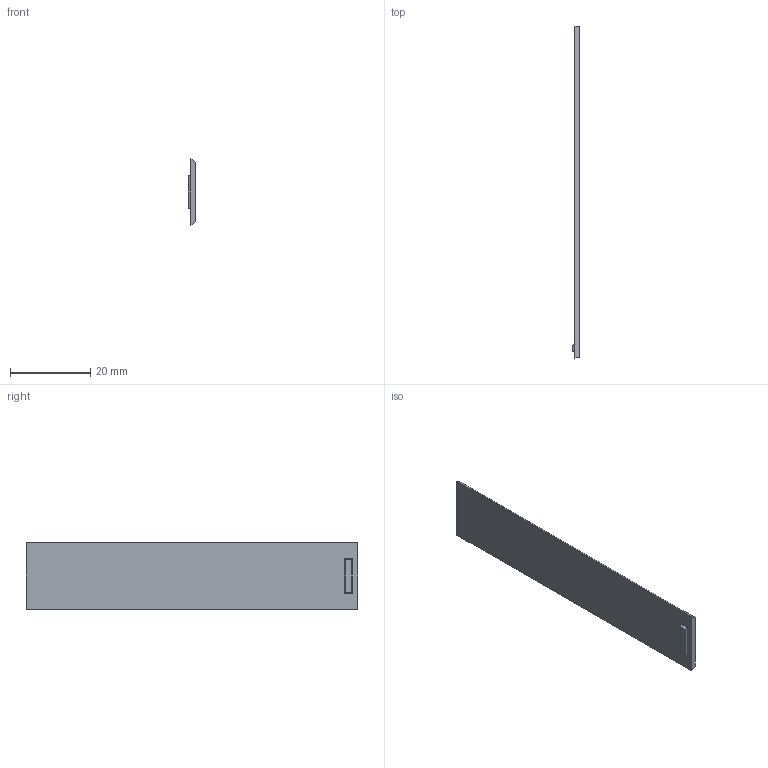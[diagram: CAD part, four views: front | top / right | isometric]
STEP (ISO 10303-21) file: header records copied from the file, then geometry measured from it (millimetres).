
FILE_DESCRIPTION(/* description */ (''),/* implementation_level */ '2;1');
FILE_NAME(/* name */ 'case-side.step',/* time_stamp */ '2024-04-17T20:14:35-07:00',/* author */ (''),/* organization */ (''),/* preprocessor_version */ 'ST-DEVELOPER v20',/* originating_system */ 'Autodesk Translation Framework v12.20.1.177',/* authorisation */ '');
FILE_SCHEMA (('AUTOMOTIVE_DESIGN { 1 0 10303 214 3 1 1 }'));
Length unit declared in the file: millimetre
Products named in the file (1): Side
Bounding box: 1.9 x 82.8 x 16.5 mm (x, y, z)
Volume: 1566.6 mm3; surface area: 2884.3 mm2
Topology: 1 solids, 1 shells, 15 faces, 32 edges, 20 vertices
Faces by surface type: plane 15
Entity records: 434 total; most frequent: CARTESIAN_POINT 68, ORIENTED_EDGE 64, DIRECTION 64, LINE 32, VECTOR 32, EDGE_CURVE 32, VERTEX_POINT 20, EDGE_LOOP 16
